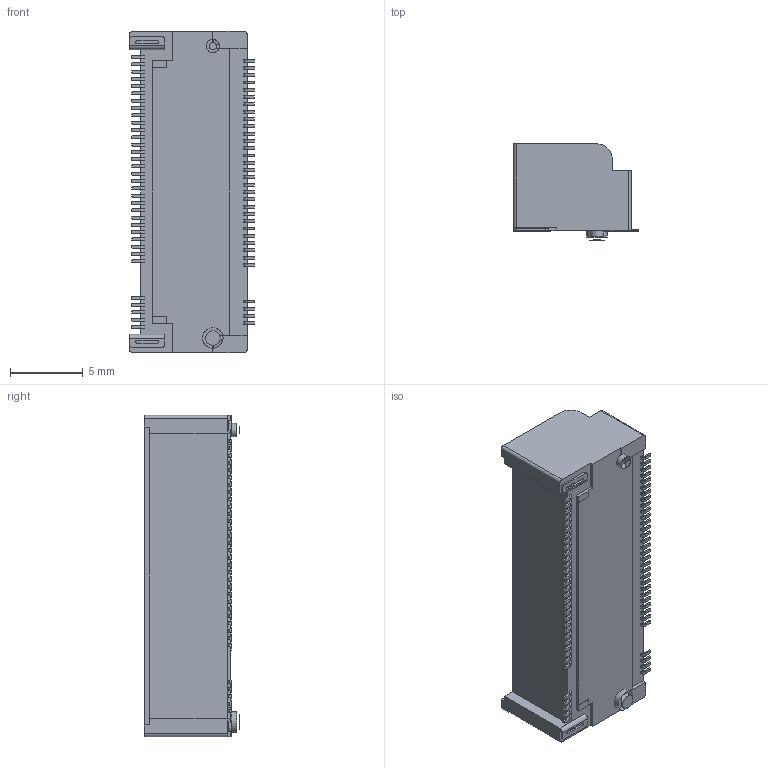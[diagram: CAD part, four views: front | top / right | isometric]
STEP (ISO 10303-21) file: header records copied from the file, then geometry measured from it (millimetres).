
FILE_DESCRIPTION(/* description */ (''),/* implementation_level */ '2;1');
FILE_NAME(/* name */ 'M-mdt580m0x001.step',/* time_stamp */ '2020-03-30T14:51:15+02:00',/* author */ (''),/* organization */ (''),/* preprocessor_version */ 'ST-DEVELOPER v18',/* originating_system */ 'Autodesk Translation Framework v8.12.0.6',/* authorisation */ '');
FILE_SCHEMA (('AUTOMOTIVE_DESIGN { 1 0 10303 214 3 1 1 }'));
Length unit declared in the file: millimetre
Products named in the file (2): M-mdt420m0x001-REVG1; M-mdt420m0x001-REVG1_1
Assembly tree (1 placements, depth 2):
  M-mdt420m0x001-REVG1
    M-mdt420m0x001-REVG1_1
Bounding box: 8.55 x 6.55 x 22 mm (x, y, z)
Volume: 828.3 mm3; surface area: 844.9 mm2
Topology: 1 solids, 1 shells, 1558 faces, 4420 edges, 2945 vertices
Faces by surface type: plane 1194, cylinder 361, cone 2, bspline 1
Full cylindrical faces by diameter (mm): 0.9 x1, 1.4 x1
Entity records: 50690 total; most frequent: CARTESIAN_POINT 8950, ORIENTED_EDGE 8840, DIRECTION 8410, EDGE_CURVE 4420, LINE 3550, VECTOR 3550, VERTEX_POINT 2945, AXIS2_PLACEMENT_3D 2430
